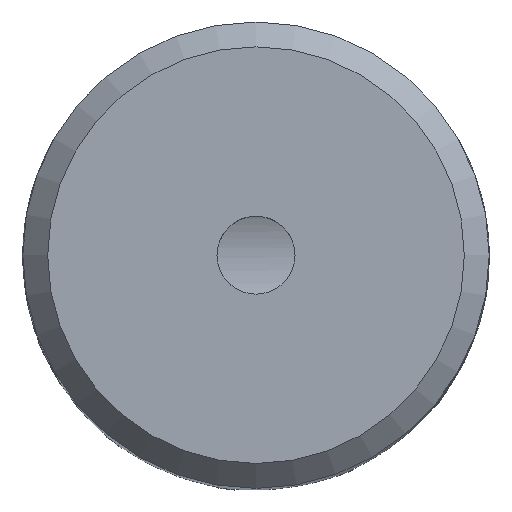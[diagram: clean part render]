
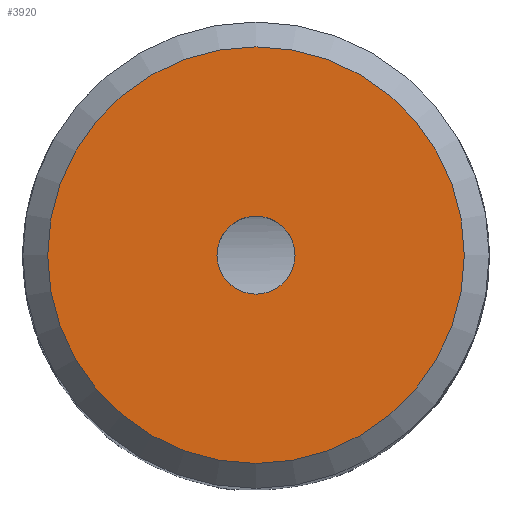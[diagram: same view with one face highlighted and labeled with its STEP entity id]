
A CAD part, top view. The second image highlights one B-rep face of the part: STEP entity #3920.
In plain terms, the highlighted planar face has unit normal (0, 0, 1).
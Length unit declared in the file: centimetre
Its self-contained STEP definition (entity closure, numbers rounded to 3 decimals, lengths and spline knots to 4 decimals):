
#15=PLANE('',#4378);
#44=FACE_BOUND('',#532,.T.);
#280=FACE_OUTER_BOUND('',#531,.T.);
#531=EDGE_LOOP('',(#3024));
#532=EDGE_LOOP('',(#3025));
#1161=CIRCLE('',#4072,0.2489);
#1343=CIRCLE('',#4364,1.3292);
#1467=VERTEX_POINT('',#5915);
#1694=VERTEX_POINT('',#7360);
#1842=EDGE_CURVE('',#1467,#1467,#1161,.T.);
#2168=EDGE_CURVE('',#1694,#1694,#1343,.T.);
#3024=ORIENTED_EDGE('',*,*,#2168,.F.);
#3025=ORIENTED_EDGE('',*,*,#1842,.T.);
#3920=ADVANCED_FACE('',(#280,#44),#15,.F.);
#4072=AXIS2_PLACEMENT_3D('',#5916,#4630,#4631);
#4364=AXIS2_PLACEMENT_3D('',#7362,#5241,#5242);
#4378=AXIS2_PLACEMENT_3D('',#7378,#5271,#5272);
#4630=DIRECTION('center_axis',(0.,0.,-1.));
#4631=DIRECTION('ref_axis',(1.,0.,0.));
#5241=DIRECTION('center_axis',(0.,0.,-1.));
#5242=DIRECTION('ref_axis',(-1.,0.,0.));
#5271=DIRECTION('center_axis',(0.,0.,-1.));
#5272=DIRECTION('ref_axis',(-1.,0.,0.));
#5915=CARTESIAN_POINT('',(-0.2489,0.,9.685));
#5916=CARTESIAN_POINT('Origin',(0.,0.,9.685));
#7360=CARTESIAN_POINT('',(1.3292,0.,9.685));
#7362=CARTESIAN_POINT('Origin',(0.,0.,9.685));
#7378=CARTESIAN_POINT('Origin',(0.,0.,9.685));
